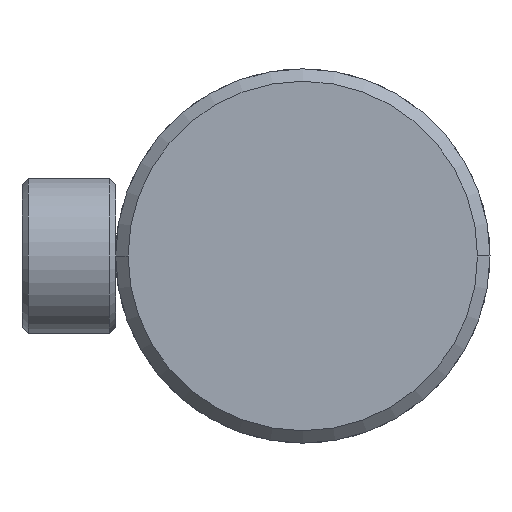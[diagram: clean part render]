
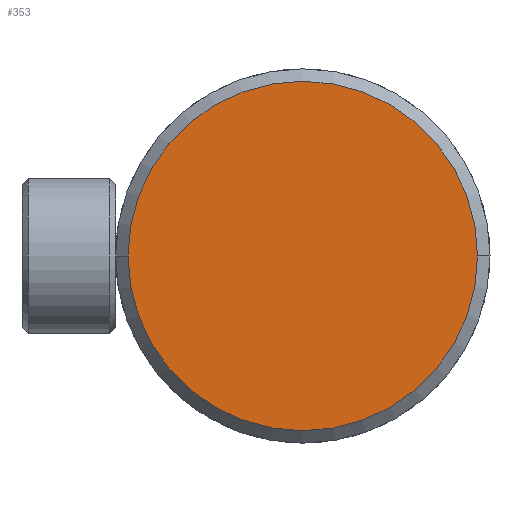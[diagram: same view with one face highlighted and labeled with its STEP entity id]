
A CAD part, left-side view. The second image highlights one B-rep face of the part: STEP entity #353.
In plain terms, the highlighted planar face has unit normal (-1, 0, 0).
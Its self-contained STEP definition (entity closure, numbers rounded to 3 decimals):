
#56 = VERTEX_POINT ( 'NONE', #1500 ) ;
#241 = DIRECTION ( 'NONE',  ( 0., -1., 0. ) ) ;
#337 = DIRECTION ( 'NONE',  ( -1., 0., 0. ) ) ;
#353 = ADVANCED_FACE ( 'NONE', ( #396 ), #2592, .T. ) ;
#396 = FACE_OUTER_BOUND ( 'NONE', #2094, .T. ) ;
#706 = VERTEX_POINT ( 'NONE', #2279 ) ;
#858 = ORIENTED_EDGE ( 'NONE', *, *, #2369, .T. ) ;
#872 = DIRECTION ( 'NONE',  ( -1., 0., 0. ) ) ;
#906 = AXIS2_PLACEMENT_3D ( 'NONE', #2708, #337, #1371 ) ;
#999 = CIRCLE ( 'NONE', #2372, 28. ) ;
#1371 = DIRECTION ( 'NONE',  ( 0., -1., 0. ) ) ;
#1414 = EDGE_CURVE ( 'NONE', #706, #56, #999, .T. ) ;
#1500 = CARTESIAN_POINT ( 'NONE',  ( -13., 28., 0. ) ) ;
#1551 = CARTESIAN_POINT ( 'NONE',  ( -13., 0., 0. ) ) ;
#1623 = AXIS2_PLACEMENT_3D ( 'NONE', #1551, #3051, #2546 ) ;
#2094 = EDGE_LOOP ( 'NONE', ( #858, #2333 ) ) ;
#2126 = CARTESIAN_POINT ( 'NONE',  ( -13., 0., 0. ) ) ;
#2279 = CARTESIAN_POINT ( 'NONE',  ( -13., -28., 0. ) ) ;
#2333 = ORIENTED_EDGE ( 'NONE', *, *, #1414, .T. ) ;
#2369 = EDGE_CURVE ( 'NONE', #56, #706, #3201, .T. ) ;
#2372 = AXIS2_PLACEMENT_3D ( 'NONE', #2126, #872, #241 ) ;
#2546 = DIRECTION ( 'NONE',  ( 0., -1., 0. ) ) ;
#2592 = PLANE ( 'NONE',  #906 ) ;
#2708 = CARTESIAN_POINT ( 'NONE',  ( -13., 0., 0. ) ) ;
#3051 = DIRECTION ( 'NONE',  ( -1., 0., 0. ) ) ;
#3201 = CIRCLE ( 'NONE', #1623, 28. ) ;
